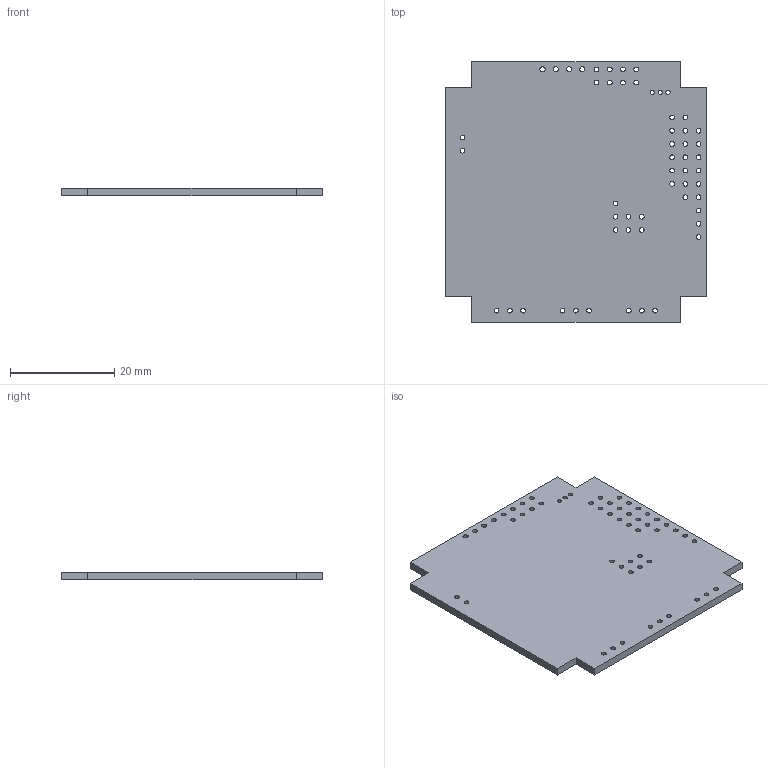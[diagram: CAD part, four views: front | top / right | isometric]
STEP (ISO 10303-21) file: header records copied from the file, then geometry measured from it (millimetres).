
FILE_DESCRIPTION (( 'STEP AP214' ), '1' );
FILE_NAME ('Middle_plate.STEP', '2014-12-25T13:21:24', ( '' ), ( '' ), 'SwSTEP 2.0', 'SolidWorks 2012', '' );
FILE_SCHEMA (( 'AUTOMOTIVE_DESIGN' ));
Length unit declared in the file: millimetre
Products named in the file (1): Middle_plate
Bounding box: 50 x 50 x 1.5 mm (x, y, z)
Volume: 3547.2 mm3; surface area: 5263.4 mm2
Topology: 1 solids, 1 shells, 124 faces, 366 edges, 244 vertices
Faces by surface type: cylinder 110, plane 14
Entity records: 4524 total; most frequent: DIRECTION 836, CARTESIAN_POINT 735, ORIENTED_EDGE 732, EDGE_CURVE 366, AXIS2_PLACEMENT_3D 345, VERTEX_POINT 244, EDGE_LOOP 234, CIRCLE 220
